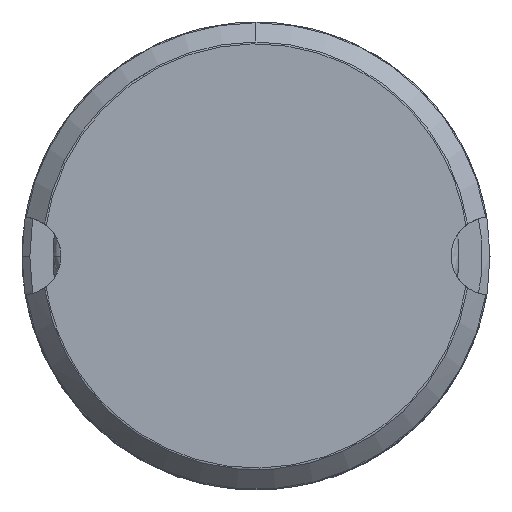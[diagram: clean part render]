
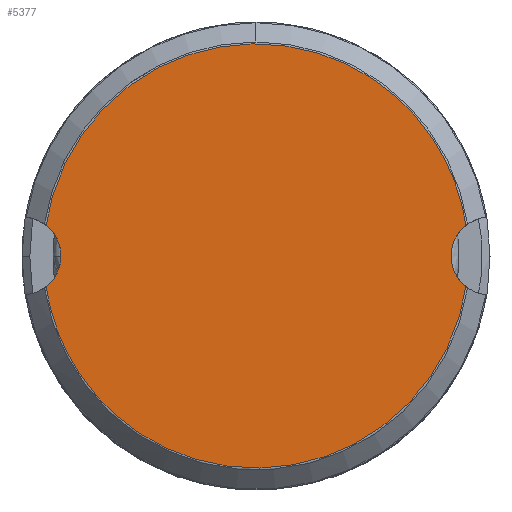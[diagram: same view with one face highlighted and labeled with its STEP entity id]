
A CAD part, top view. The second image highlights one B-rep face of the part: STEP entity #5377.
In plain terms, the highlighted planar face has unit normal (0, 0, 1).
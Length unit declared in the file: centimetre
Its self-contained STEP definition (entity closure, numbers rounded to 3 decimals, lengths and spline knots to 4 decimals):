
#5 = CARTESIAN_POINT ( 'NONE',  ( -0.2018, -0.0295, 0.35 ) ) ;
#63 = CARTESIAN_POINT ( 'NONE',  ( 0.2018, -0.0295, 0.35 ) ) ;
#251 = CARTESIAN_POINT ( 'NONE',  ( -0.2018, 0.0295, 0.35 ) ) ;
#549 = DIRECTION ( 'NONE',  ( 1., 0., 0. ) ) ;
#598 = EDGE_CURVE ( 'NONE', #9987, #6213, #6785, .T. ) ;
#749 = CARTESIAN_POINT ( 'NONE',  ( 0.1566, -0.3393, 0.35 ) ) ;
#996 = CIRCLE ( 'NONE', #3863, 0.0375 ) ;
#999 = ORIENTED_EDGE ( 'NONE', *, *, #598, .F. ) ;
#1018 = CARTESIAN_POINT ( 'NONE',  ( -0.2018, -0.0295, 0.35 ) ) ;
#1253 = CIRCLE ( 'NONE', #2931, 0.0375 ) ;
#1308 = CARTESIAN_POINT ( 'NONE',  ( -0.1875, 0., 0.35 ) ) ;
#1402 = PLANE ( 'NONE',  #6026 ) ;
#1638 = ORIENTED_EDGE ( 'NONE', *, *, #2408, .T. ) ;
#1715 = DIRECTION ( 'NONE',  ( 1., 0., 0. ) ) ;
#2232 =( BOUNDED_CURVE ( )  B_SPLINE_CURVE ( 3, ( #8144, #749, #3136, #5 ),
 .UNSPECIFIED., .F., .T. ) 
 B_SPLINE_CURVE_WITH_KNOTS ( ( 4, 4 ),
 ( 0., 1. ),
 .UNSPECIFIED. ) 
 CURVE ( )  GEOMETRIC_REPRESENTATION_ITEM ( )  RATIONAL_B_SPLINE_CURVE ( ( 1., 0.43, 0.43, 1. ) ) 
 REPRESENTATION_ITEM ( '' )  );
#2403 = EDGE_LOOP ( 'NONE', ( #7001, #1638, #8506, #9090, #999 ) ) ;
#2408 = EDGE_CURVE ( 'NONE', #6693, #7457, #1253, .T. ) ;
#2696 = DIRECTION ( 'NONE',  ( 1., 0., 0. ) ) ;
#2797 = CARTESIAN_POINT ( 'NONE',  ( -0.225, 0., 0.35 ) ) ;
#2931 = AXIS2_PLACEMENT_3D ( 'NONE', #5526, #5419, #549 ) ;
#2986 = FACE_OUTER_BOUND ( 'NONE', #2403, .T. ) ;
#3136 = CARTESIAN_POINT ( 'NONE',  ( -0.1566, -0.3393, 0.35 ) ) ;
#3204 = AXIS2_PLACEMENT_3D ( 'NONE', #6275, #9529, #6437 ) ;
#3863 = AXIS2_PLACEMENT_3D ( 'NONE', #2797, #6734, #2696 ) ;
#4172 = EDGE_CURVE ( 'NONE', #9987, #6693, #996, .T. ) ;
#5179 = CARTESIAN_POINT ( 'NONE',  ( 0.2018, 0.0295, 0.35 ) ) ;
#5282 = CARTESIAN_POINT ( 'NONE',  ( 0.1566, 0.3393, 0.35 ) ) ;
#5377 = ADVANCED_FACE ( 'NONE', ( #2986 ), #1402, .T. ) ;
#5419 = DIRECTION ( 'NONE',  ( 0., 0., -1. ) ) ;
#5526 = CARTESIAN_POINT ( 'NONE',  ( -0.225, 0., 0.35 ) ) ;
#5783 = EDGE_CURVE ( 'NONE', #8294, #7457, #2232, .T. ) ;
#5904 = DIRECTION ( 'NONE',  ( 0., 0., 1. ) ) ;
#6026 = AXIS2_PLACEMENT_3D ( 'NONE', #9056, #5904, #1715 ) ;
#6083 = CARTESIAN_POINT ( 'NONE',  ( 0.2018, 0.0295, 0.35 ) ) ;
#6213 = VERTEX_POINT ( 'NONE', #5179 ) ;
#6275 = CARTESIAN_POINT ( 'NONE',  ( 0.225, 0., 0.35 ) ) ;
#6437 = DIRECTION ( 'NONE',  ( 1., 0., 0. ) ) ;
#6693 = VERTEX_POINT ( 'NONE', #1308 ) ;
#6734 = DIRECTION ( 'NONE',  ( 0., 0., -1. ) ) ;
#6785 =( BOUNDED_CURVE ( )  B_SPLINE_CURVE ( 3, ( #251, #9348, #5282, #6083 ),
 .UNSPECIFIED., .F., .T. ) 
 B_SPLINE_CURVE_WITH_KNOTS ( ( 4, 4 ),
 ( 0., 1. ),
 .UNSPECIFIED. ) 
 CURVE ( )  GEOMETRIC_REPRESENTATION_ITEM ( )  RATIONAL_B_SPLINE_CURVE ( ( 1., 0.43, 0.43, 1. ) ) 
 REPRESENTATION_ITEM ( '' )  );
#6791 = CIRCLE ( 'NONE', #3204, 0.0375 ) ;
#7001 = ORIENTED_EDGE ( 'NONE', *, *, #4172, .T. ) ;
#7457 = VERTEX_POINT ( 'NONE', #1018 ) ;
#7747 = EDGE_CURVE ( 'NONE', #8294, #6213, #6791, .T. ) ;
#8144 = CARTESIAN_POINT ( 'NONE',  ( 0.2018, -0.0295, 0.35 ) ) ;
#8294 = VERTEX_POINT ( 'NONE', #63 ) ;
#8506 = ORIENTED_EDGE ( 'NONE', *, *, #5783, .F. ) ;
#9056 = CARTESIAN_POINT ( 'NONE',  ( 0., 0., 0.35 ) ) ;
#9090 = ORIENTED_EDGE ( 'NONE', *, *, #7747, .T. ) ;
#9231 = CARTESIAN_POINT ( 'NONE',  ( -0.2018, 0.0295, 0.35 ) ) ;
#9348 = CARTESIAN_POINT ( 'NONE',  ( -0.1566, 0.3393, 0.35 ) ) ;
#9529 = DIRECTION ( 'NONE',  ( 0., 0., -1. ) ) ;
#9987 = VERTEX_POINT ( 'NONE', #9231 ) ;
